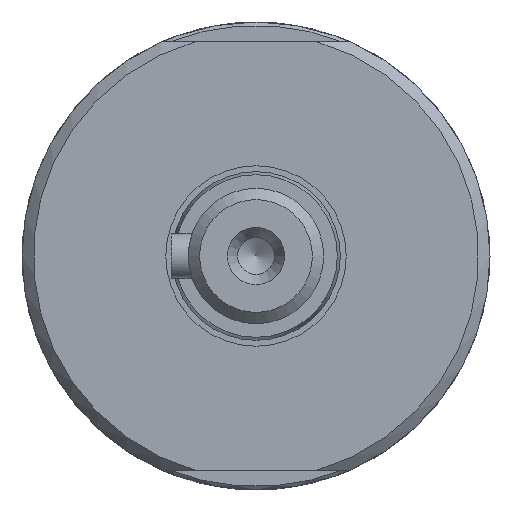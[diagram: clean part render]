
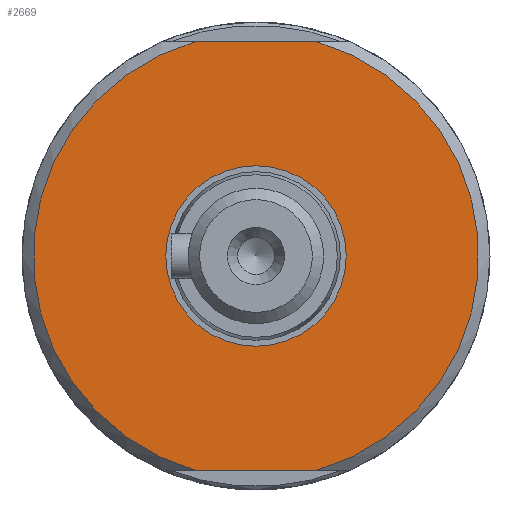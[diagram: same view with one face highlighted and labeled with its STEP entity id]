
A CAD part, left-side view. The second image highlights one B-rep face of the part: STEP entity #2669.
In plain terms, the highlighted planar face has unit normal (-1, 0, 0).
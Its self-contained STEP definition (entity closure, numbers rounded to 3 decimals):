
#235=FACE_BOUND('',#513,.T.);
#260=PLANE('',#2865);
#361=FACE_OUTER_BOUND('',#512,.T.);
#512=EDGE_LOOP('',(#1940,#1941,#1942,#1943));
#513=EDGE_LOOP('',(#1944,#1945));
#666=LINE('',#3891,#901);
#670=LINE('',#3907,#905);
#901=VECTOR('',#3151,10.);
#905=VECTOR('',#3159,10.);
#1151=CIRCLE('',#2861,19.75);
#1152=CIRCLE('',#2863,8.);
#1153=CIRCLE('',#2864,8.);
#1154=CIRCLE('',#2866,19.75);
#1259=VERTEX_POINT('',#3886);
#1260=VERTEX_POINT('',#3890);
#1263=VERTEX_POINT('',#3902);
#1264=VERTEX_POINT('',#3906);
#1265=VERTEX_POINT('',#3916);
#1266=VERTEX_POINT('',#3918);
#1518=EDGE_CURVE('',#1260,#1259,#666,.T.);
#1524=EDGE_CURVE('',#1264,#1263,#670,.T.);
#1527=EDGE_CURVE('',#1260,#1263,#1151,.T.);
#1529=EDGE_CURVE('',#1266,#1265,#1152,.T.);
#1530=EDGE_CURVE('',#1265,#1266,#1153,.T.);
#1531=EDGE_CURVE('',#1264,#1259,#1154,.T.);
#1940=ORIENTED_EDGE('',*,*,#1518,.T.);
#1941=ORIENTED_EDGE('',*,*,#1531,.F.);
#1942=ORIENTED_EDGE('',*,*,#1524,.T.);
#1943=ORIENTED_EDGE('',*,*,#1527,.F.);
#1944=ORIENTED_EDGE('',*,*,#1529,.T.);
#1945=ORIENTED_EDGE('',*,*,#1530,.T.);
#2669=ADVANCED_FACE('',(#361,#235),#260,.T.);
#2861=AXIS2_PLACEMENT_3D('',#3914,#3166,#3167);
#2863=AXIS2_PLACEMENT_3D('',#3919,#3171,#3172);
#2864=AXIS2_PLACEMENT_3D('',#3920,#3173,#3174);
#2865=AXIS2_PLACEMENT_3D('',#3921,#3175,#3176);
#2866=AXIS2_PLACEMENT_3D('',#3922,#3177,#3178);
#3151=DIRECTION('',(0.,1.,0.));
#3159=DIRECTION('',(0.,-1.,0.));
#3166=DIRECTION('center_axis',(1.,0.,0.));
#3167=DIRECTION('ref_axis',(0.,-1.,0.));
#3171=DIRECTION('center_axis',(1.,0.,0.));
#3172=DIRECTION('ref_axis',(0.,-1.,0.));
#3173=DIRECTION('center_axis',(1.,0.,0.));
#3174=DIRECTION('ref_axis',(0.,-1.,0.));
#3175=DIRECTION('center_axis',(-1.,0.,0.));
#3176=DIRECTION('ref_axis',(0.,0.,-1.));
#3177=DIRECTION('center_axis',(1.,0.,0.));
#3178=DIRECTION('ref_axis',(0.,-1.,0.));
#3886=CARTESIAN_POINT('',(-117.7,5.391,19.));
#3890=CARTESIAN_POINT('',(-117.7,-5.391,19.));
#3891=CARTESIAN_POINT('',(-117.7,-1.392,19.));
#3902=CARTESIAN_POINT('',(-117.7,-5.391,-19.));
#3906=CARTESIAN_POINT('',(-117.7,5.391,-19.));
#3907=CARTESIAN_POINT('',(-117.7,-12.483,-19.));
#3914=CARTESIAN_POINT('Origin',(-117.7,0.,0.));
#3916=CARTESIAN_POINT('',(-117.7,8.,0.));
#3918=CARTESIAN_POINT('',(-117.7,-8.,0.));
#3919=CARTESIAN_POINT('Origin',(-117.7,0.,0.));
#3920=CARTESIAN_POINT('Origin',(-117.7,0.,0.));
#3921=CARTESIAN_POINT('Origin',(-117.7,-13.875,0.));
#3922=CARTESIAN_POINT('Origin',(-117.7,0.,0.));
